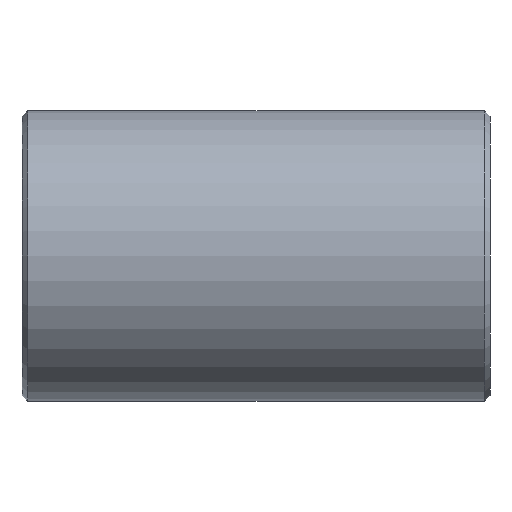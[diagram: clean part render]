
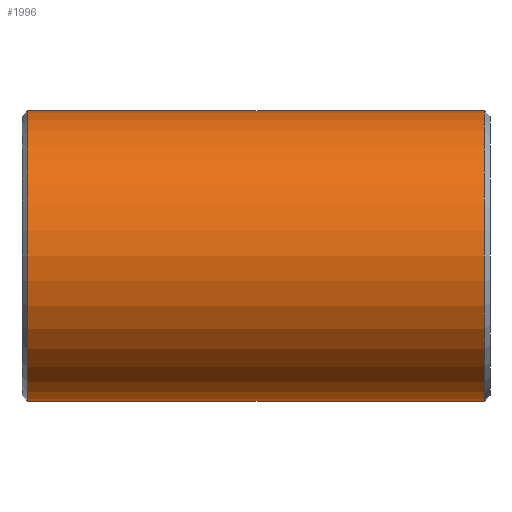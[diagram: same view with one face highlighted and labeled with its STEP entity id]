
A CAD part, left-side view. The second image highlights one B-rep face of the part: STEP entity #1996.
In plain terms, the highlighted cylindrical face has radius 9 mm (diameter 18 mm), a partial arc.
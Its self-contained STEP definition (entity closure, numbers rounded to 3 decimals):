
#95 = ORIENTED_EDGE ( 'NONE', *, *, #1901, .T. ) ;
#140 = CARTESIAN_POINT ( 'NONE',  ( 0., -14.5, 9. ) ) ;
#285 = CARTESIAN_POINT ( 'NONE',  ( 0., 14.129, -9. ) ) ;
#316 = EDGE_CURVE ( 'NONE', #2386, #1803, #1930, .T. ) ;
#364 = CARTESIAN_POINT ( 'NONE',  ( 0., 14.129, 0. ) ) ;
#546 = CARTESIAN_POINT ( 'NONE',  ( 0., -14.5, 0. ) ) ;
#555 = ORIENTED_EDGE ( 'NONE', *, *, #1161, .T. ) ;
#595 = EDGE_LOOP ( 'NONE', ( #1137, #1614, #95, #555 ) ) ;
#679 = CARTESIAN_POINT ( 'NONE',  ( 0., -14.5, -9. ) ) ;
#743 = DIRECTION ( 'NONE',  ( 0., 0., 1. ) ) ;
#838 = CARTESIAN_POINT ( 'NONE',  ( 0., -14.129, -9. ) ) ;
#964 = CIRCLE ( 'NONE', #1301, 9. ) ;
#1016 = VECTOR ( 'NONE', #1448, 1000. ) ;
#1050 = DIRECTION ( 'NONE',  ( 0., 1., 0. ) ) ;
#1087 = DIRECTION ( 'NONE',  ( 0., 0., 1. ) ) ;
#1102 = CARTESIAN_POINT ( 'NONE',  ( 0., -14.129, 0. ) ) ;
#1113 = LINE ( 'NONE', #679, #1016 ) ;
#1125 = DIRECTION ( 'NONE',  ( 0., 1., 0. ) ) ;
#1137 = ORIENTED_EDGE ( 'NONE', *, *, #1543, .F. ) ;
#1161 = EDGE_CURVE ( 'NONE', #1805, #1954, #964, .T. ) ;
#1227 = VECTOR ( 'NONE', #1050, 1000. ) ;
#1268 = LINE ( 'NONE', #140, #1227 ) ;
#1301 = AXIS2_PLACEMENT_3D ( 'NONE', #364, #1336, #743 ) ;
#1336 = DIRECTION ( 'NONE',  ( 0., -1., 0. ) ) ;
#1448 = DIRECTION ( 'NONE',  ( 0., 1., 0. ) ) ;
#1502 = AXIS2_PLACEMENT_3D ( 'NONE', #546, #1125, #1709 ) ;
#1522 = CARTESIAN_POINT ( 'NONE',  ( 0., 14.129, 9. ) ) ;
#1543 = EDGE_CURVE ( 'NONE', #2386, #1954, #1113, .T. ) ;
#1614 = ORIENTED_EDGE ( 'NONE', *, *, #316, .T. ) ;
#1634 = CYLINDRICAL_SURFACE ( 'NONE', #1502, 9. ) ;
#1709 = DIRECTION ( 'NONE',  ( 0., 0., 1. ) ) ;
#1790 = FACE_OUTER_BOUND ( 'NONE', #595, .T. ) ;
#1803 = VERTEX_POINT ( 'NONE', #2408 ) ;
#1805 = VERTEX_POINT ( 'NONE', #1522 ) ;
#1901 = EDGE_CURVE ( 'NONE', #1803, #1805, #1268, .T. ) ;
#1930 = CIRCLE ( 'NONE', #2060, 9. ) ;
#1954 = VERTEX_POINT ( 'NONE', #285 ) ;
#1996 = ADVANCED_FACE ( 'NONE', ( #1790 ), #1634, .T. ) ;
#2060 = AXIS2_PLACEMENT_3D ( 'NONE', #1102, #2241, #1087 ) ;
#2241 = DIRECTION ( 'NONE',  ( 0., 1., 0. ) ) ;
#2386 = VERTEX_POINT ( 'NONE', #838 ) ;
#2408 = CARTESIAN_POINT ( 'NONE',  ( 0., -14.129, 9. ) ) ;
